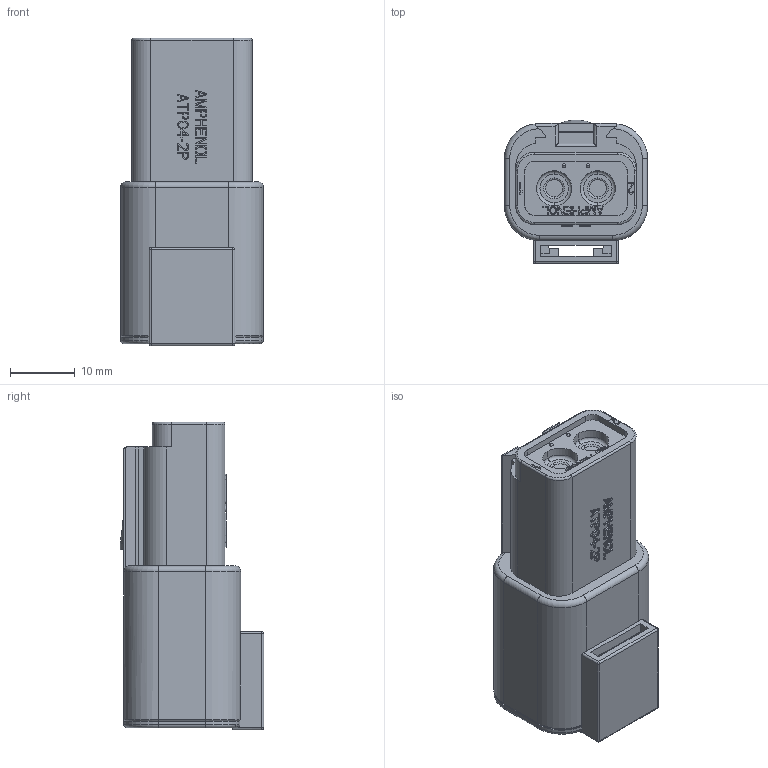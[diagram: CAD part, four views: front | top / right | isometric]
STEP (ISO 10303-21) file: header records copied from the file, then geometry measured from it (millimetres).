
FILE_DESCRIPTION((''),'2;1');
FILE_NAME('PL000167','2016-01-08T',('Orion.Li'),(''),'PRO/ENGINEER BY PARAMETRIC TECHNOLOGY CORPORATION, 2013230','PRO/ENGINEER BY PARAMETRIC TECHNOLOGY CORPORATION, 2013230','');
FILE_SCHEMA(('CONFIG_CONTROL_DESIGN'));
Length unit declared in the file: millimetre
Products named in the file (1): PL000167
Bounding box: 22 x 22.08 x 47.3 mm (x, y, z)
Volume: 10556.4 mm3; surface area: 6137.5 mm2
Topology: 1 solids, 2 shells, 803 faces, 2122 edges, 1364 vertices
Faces by surface type: plane 620, cylinder 104, torus 44, cone 21, sphere 8, bspline 6
Entity records: 24949 total; most frequent: CARTESIAN_POINT 4944, ORIENTED_EDGE 4236, DIRECTION 3943, EDGE_CURVE 2118, VECTOR 1805, LINE 1805, VERTEX_POINT 1364, AXIS2_PLACEMENT_3D 1069
